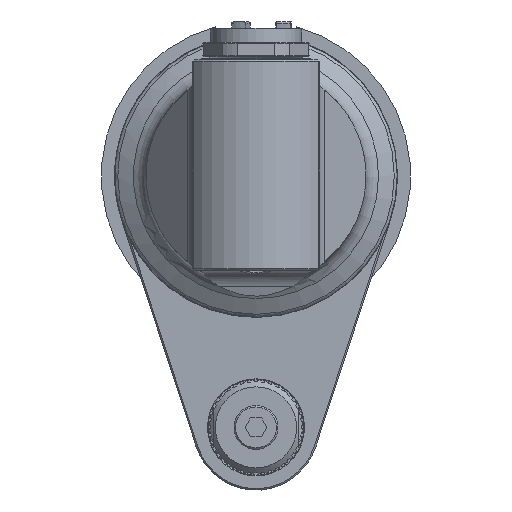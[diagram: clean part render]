
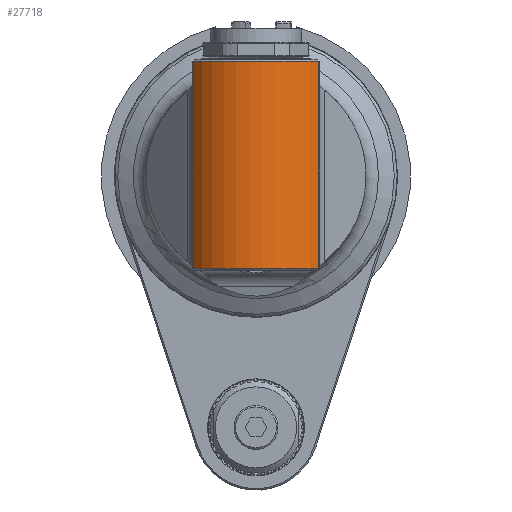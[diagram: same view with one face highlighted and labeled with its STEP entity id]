
A CAD part, front view. The second image highlights one B-rep face of the part: STEP entity #27718.
In plain terms, the highlighted cylindrical face has radius 25 mm (diameter 50 mm), a partial arc.
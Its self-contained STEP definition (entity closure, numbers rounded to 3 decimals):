
#1263=CIRCLE('',#29400,25.);
#1312=CIRCLE('',#29985,25.);
#2131=CYLINDRICAL_SURFACE('',#29984,25.);
#3337=FACE_OUTER_BOUND('',#5000,.T.);
#5000=EDGE_LOOP('',(#23590,#23591,#23592,#23593));
#7653=LINE('',#48599,#10288);
#7654=LINE('',#48602,#10289);
#10288=VECTOR('',#36537,10.);
#10289=VECTOR('',#36540,10.);
#11848=VERTEX_POINT('',#44680);
#11849=VERTEX_POINT('',#44686);
#12784=VERTEX_POINT('',#48593);
#12785=VERTEX_POINT('',#48601);
#15071=EDGE_CURVE('',#11849,#11848,#1263,.T.);
#16498=EDGE_CURVE('',#11848,#12784,#7653,.T.);
#16499=EDGE_CURVE('',#11849,#12785,#7654,.T.);
#16500=EDGE_CURVE('',#12784,#12785,#1312,.T.);
#23590=ORIENTED_EDGE('',*,*,#16499,.F.);
#23591=ORIENTED_EDGE('',*,*,#15071,.T.);
#23592=ORIENTED_EDGE('',*,*,#16498,.T.);
#23593=ORIENTED_EDGE('',*,*,#16500,.T.);
#27718=ADVANCED_FACE('',(#3337),#2131,.T.);
#29400=AXIS2_PLACEMENT_3D('',#44690,#34112,#34113);
#29984=AXIS2_PLACEMENT_3D('',#48600,#36538,#36539);
#29985=AXIS2_PLACEMENT_3D('',#48603,#36541,#36542);
#34112=DIRECTION('center_axis',(1.,0.,0.));
#34113=DIRECTION('ref_axis',(0.,0.6,-0.8));
#36537=DIRECTION('',(1.,0.,0.));
#36538=DIRECTION('center_axis',(1.,0.,0.));
#36539=DIRECTION('ref_axis',(0.,0.,-1.));
#36540=DIRECTION('',(1.,0.,0.));
#36541=DIRECTION('center_axis',(-1.,0.,0.));
#36542=DIRECTION('ref_axis',(0.,0.6,0.8));
#44680=CARTESIAN_POINT('',(-36.5,275.25,20.));
#44686=CARTESIAN_POINT('',(-36.5,275.25,-20.));
#44690=CARTESIAN_POINT('Origin',(-36.5,260.25,0.));
#48593=CARTESIAN_POINT('',(29.5,275.25,20.));
#48599=CARTESIAN_POINT('',(-40.,275.25,20.));
#48600=CARTESIAN_POINT('Origin',(-40.,260.25,0.));
#48601=CARTESIAN_POINT('',(29.5,275.25,-20.));
#48602=CARTESIAN_POINT('',(-40.,275.25,-20.));
#48603=CARTESIAN_POINT('Origin',(29.5,260.25,0.));
